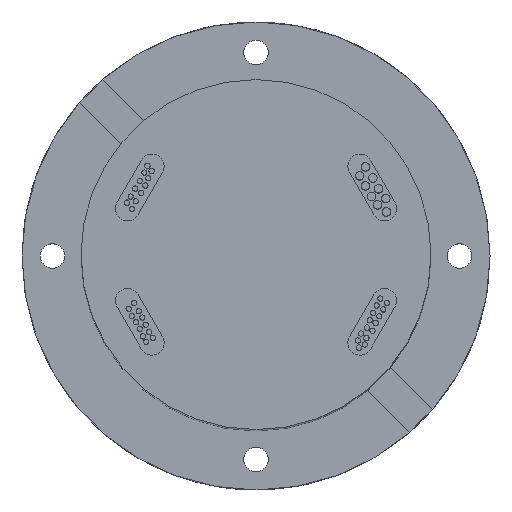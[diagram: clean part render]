
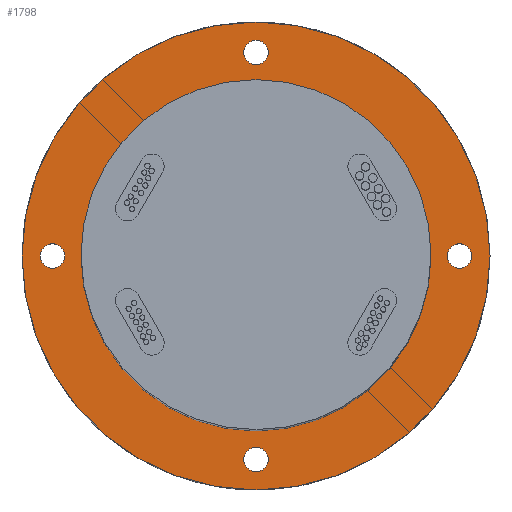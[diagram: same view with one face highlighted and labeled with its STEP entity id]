
A CAD part, top view. The second image highlights one B-rep face of the part: STEP entity #1798.
In plain terms, the highlighted planar face has unit normal (0, 0, 1).
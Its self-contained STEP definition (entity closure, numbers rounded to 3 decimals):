
#69 = DIRECTION ( 'NONE',  ( 1., 0., 0. ) ) ;
#118 = DIRECTION ( 'NONE',  ( 0., 0., 1. ) ) ;
#154 = CARTESIAN_POINT ( 'NONE',  ( 50., 0., 25.6 ) ) ;
#174 = EDGE_LOOP ( 'NONE', ( #4473, #7954 ) ) ;
#360 = CIRCLE ( 'NONE', #5698, 57.5 ) ;
#383 = CARTESIAN_POINT ( 'NONE',  ( 0., 0., 25.6 ) ) ;
#388 = EDGE_CURVE ( 'NONE', #8488, #2446, #1621, .T. ) ;
#423 = AXIS2_PLACEMENT_3D ( 'NONE', #4472, #118, #5202 ) ;
#632 = CARTESIAN_POINT ( 'NONE',  ( -50., 0., 25.6 ) ) ;
#647 = ORIENTED_EDGE ( 'NONE', *, *, #884, .F. ) ;
#712 = CARTESIAN_POINT ( 'NONE',  ( -53., 0., 25.6 ) ) ;
#724 = ORIENTED_EDGE ( 'NONE', *, *, #2047, .F. ) ;
#727 = DIRECTION ( 'NONE',  ( 1., 0., 0. ) ) ;
#745 = VERTEX_POINT ( 'NONE', #6974 ) ;
#766 = DIRECTION ( 'NONE',  ( 0., 0., 1. ) ) ;
#881 = DIRECTION ( 'NONE',  ( 1., 0., 0. ) ) ;
#884 = EDGE_CURVE ( 'NONE', #7260, #6678, #3321, .T. ) ;
#915 = CARTESIAN_POINT ( 'NONE',  ( 50., 0., 25.6 ) ) ;
#1104 = DIRECTION ( 'NONE',  ( 1., 0., 0. ) ) ;
#1170 = CARTESIAN_POINT ( 'NONE',  ( 0., 0., 25.6 ) ) ;
#1308 = DIRECTION ( 'NONE',  ( 0., 0., 1. ) ) ;
#1361 = DIRECTION ( 'NONE',  ( 1., 0., 0. ) ) ;
#1437 = CARTESIAN_POINT ( 'NONE',  ( 43., 0., 25.6 ) ) ;
#1590 = FACE_BOUND ( 'NONE', #4800, .T. ) ;
#1621 = CIRCLE ( 'NONE', #2458, 3. ) ;
#1640 = DIRECTION ( 'NONE',  ( 1., 0., 0. ) ) ;
#1669 = AXIS2_PLACEMENT_3D ( 'NONE', #383, #5462, #1104 ) ;
#1730 = EDGE_CURVE ( 'NONE', #3207, #9519, #8130, .T. ) ;
#1798 = ADVANCED_FACE ( 'NONE', ( #7193, #1825, #1590, #3528, #5231, #5695 ), #8104, .T. ) ;
#1825 = FACE_BOUND ( 'NONE', #174, .T. ) ;
#1898 = DIRECTION ( 'NONE',  ( 1., 0., 0. ) ) ;
#2047 = EDGE_CURVE ( 'NONE', #3621, #8521, #3630, .T. ) ;
#2270 = CIRCLE ( 'NONE', #6411, 57.5 ) ;
#2373 = CARTESIAN_POINT ( 'NONE',  ( 53., 0., 25.6 ) ) ;
#2385 = CIRCLE ( 'NONE', #5247, 43. ) ;
#2435 = DIRECTION ( 'NONE',  ( 0., 0., 1. ) ) ;
#2446 = VERTEX_POINT ( 'NONE', #7946 ) ;
#2458 = AXIS2_PLACEMENT_3D ( 'NONE', #5127, #766, #5855 ) ;
#2497 = VERTEX_POINT ( 'NONE', #1437 ) ;
#2575 = CARTESIAN_POINT ( 'NONE',  ( -50., 0., 25.6 ) ) ;
#2748 = CIRCLE ( 'NONE', #423, 3. ) ;
#2789 = CARTESIAN_POINT ( 'NONE',  ( -43., 0., 25.6 ) ) ;
#2882 = CARTESIAN_POINT ( 'NONE',  ( 47., 0., 25.6 ) ) ;
#3010 = CARTESIAN_POINT ( 'NONE',  ( -47., 0., 25.6 ) ) ;
#3126 = AXIS2_PLACEMENT_3D ( 'NONE', #9494, #5076, #727 ) ;
#3207 = VERTEX_POINT ( 'NONE', #8537 ) ;
#3287 = ORIENTED_EDGE ( 'NONE', *, *, #5893, .T. ) ;
#3298 = DIRECTION ( 'NONE',  ( 1., 0., 0. ) ) ;
#3317 = ORIENTED_EDGE ( 'NONE', *, *, #5708, .F. ) ;
#3321 = CIRCLE ( 'NONE', #8956, 3. ) ;
#3389 = CARTESIAN_POINT ( 'NONE',  ( 57.5, 0., 25.6 ) ) ;
#3528 = FACE_BOUND ( 'NONE', #7975, .T. ) ;
#3621 = VERTEX_POINT ( 'NONE', #2882 ) ;
#3630 = CIRCLE ( 'NONE', #7851, 3. ) ;
#3857 = ORIENTED_EDGE ( 'NONE', *, *, #6989, .F. ) ;
#4281 = CARTESIAN_POINT ( 'NONE',  ( 0., -50., 25.6 ) ) ;
#4287 = EDGE_CURVE ( 'NONE', #8189, #745, #2270, .T. ) ;
#4293 = VERTEX_POINT ( 'NONE', #2789 ) ;
#4374 = EDGE_CURVE ( 'NONE', #9519, #3207, #7634, .T. ) ;
#4408 = ORIENTED_EDGE ( 'NONE', *, *, #4287, .T. ) ;
#4428 = DIRECTION ( 'NONE',  ( 0., 0., 1. ) ) ;
#4472 = CARTESIAN_POINT ( 'NONE',  ( 0., 50., 25.6 ) ) ;
#4473 = ORIENTED_EDGE ( 'NONE', *, *, #4374, .F. ) ;
#4559 = EDGE_CURVE ( 'NONE', #4293, #2497, #2385, .T. ) ;
#4800 = EDGE_LOOP ( 'NONE', ( #9210, #647 ) ) ;
#5026 = DIRECTION ( 'NONE',  ( 1., 0., 0. ) ) ;
#5076 = DIRECTION ( 'NONE',  ( 0., 0., 1. ) ) ;
#5127 = CARTESIAN_POINT ( 'NONE',  ( 0., 50., 25.6 ) ) ;
#5202 = DIRECTION ( 'NONE',  ( 1., 0., 0. ) ) ;
#5213 = CARTESIAN_POINT ( 'NONE',  ( -3., 50., 25.6 ) ) ;
#5231 = FACE_OUTER_BOUND ( 'NONE', #9275, .T. ) ;
#5235 = DIRECTION ( 'NONE',  ( 0., 0., 1. ) ) ;
#5247 = AXIS2_PLACEMENT_3D ( 'NONE', #6776, #2435, #7529 ) ;
#5462 = DIRECTION ( 'NONE',  ( 0., 0., 1. ) ) ;
#5649 = CARTESIAN_POINT ( 'NONE',  ( 0., 0., 25.6 ) ) ;
#5695 = FACE_BOUND ( 'NONE', #9205, .T. ) ;
#5698 = AXIS2_PLACEMENT_3D ( 'NONE', #1170, #6263, #1898 ) ;
#5708 = EDGE_CURVE ( 'NONE', #8521, #3621, #9299, .T. ) ;
#5719 = DIRECTION ( 'NONE',  ( 0., 0., 1. ) ) ;
#5747 = EDGE_CURVE ( 'NONE', #6678, #7260, #7566, .T. ) ;
#5777 = ORIENTED_EDGE ( 'NONE', *, *, #9044, .F. ) ;
#5855 = DIRECTION ( 'NONE',  ( 1., 0., 0. ) ) ;
#5893 = EDGE_CURVE ( 'NONE', #745, #8189, #360, .T. ) ;
#5966 = EDGE_LOOP ( 'NONE', ( #724, #3317 ) ) ;
#5997 = DIRECTION ( 'NONE',  ( 0., 0., 1. ) ) ;
#6263 = DIRECTION ( 'NONE',  ( 0., 0., 1. ) ) ;
#6395 = DIRECTION ( 'NONE',  ( 1., 0., 0. ) ) ;
#6411 = AXIS2_PLACEMENT_3D ( 'NONE', #5649, #1308, #6395 ) ;
#6678 = VERTEX_POINT ( 'NONE', #712 ) ;
#6687 = CARTESIAN_POINT ( 'NONE',  ( -3., -50., 25.6 ) ) ;
#6776 = CARTESIAN_POINT ( 'NONE',  ( 0., 0., 25.6 ) ) ;
#6974 = CARTESIAN_POINT ( 'NONE',  ( -57.5, 0., 25.6 ) ) ;
#6989 = EDGE_CURVE ( 'NONE', #2497, #4293, #8588, .T. ) ;
#7193 = FACE_BOUND ( 'NONE', #5966, .T. ) ;
#7260 = VERTEX_POINT ( 'NONE', #3010 ) ;
#7368 = AXIS2_PLACEMENT_3D ( 'NONE', #915, #5997, #1640 ) ;
#7474 = ORIENTED_EDGE ( 'NONE', *, *, #4559, .F. ) ;
#7529 = DIRECTION ( 'NONE',  ( 1., 0., 0. ) ) ;
#7540 = AXIS2_PLACEMENT_3D ( 'NONE', #8848, #4428, #69 ) ;
#7566 = CIRCLE ( 'NONE', #9352, 3. ) ;
#7634 = CIRCLE ( 'NONE', #9394, 3. ) ;
#7693 = DIRECTION ( 'NONE',  ( 0., 0., 1. ) ) ;
#7851 = AXIS2_PLACEMENT_3D ( 'NONE', #154, #5235, #881 ) ;
#7946 = CARTESIAN_POINT ( 'NONE',  ( 3., 50., 25.6 ) ) ;
#7954 = ORIENTED_EDGE ( 'NONE', *, *, #1730, .F. ) ;
#7957 = ORIENTED_EDGE ( 'NONE', *, *, #388, .F. ) ;
#7975 = EDGE_LOOP ( 'NONE', ( #7957, #5777 ) ) ;
#8104 = PLANE ( 'NONE',  #7540 ) ;
#8130 = CIRCLE ( 'NONE', #3126, 3. ) ;
#8189 = VERTEX_POINT ( 'NONE', #3389 ) ;
#8488 = VERTEX_POINT ( 'NONE', #5213 ) ;
#8521 = VERTEX_POINT ( 'NONE', #2373 ) ;
#8537 = CARTESIAN_POINT ( 'NONE',  ( 3., -50., 25.6 ) ) ;
#8588 = CIRCLE ( 'NONE', #1669, 43. ) ;
#8848 = CARTESIAN_POINT ( 'NONE',  ( 0., 0., 25.6 ) ) ;
#8956 = AXIS2_PLACEMENT_3D ( 'NONE', #632, #5719, #1361 ) ;
#9044 = EDGE_CURVE ( 'NONE', #2446, #8488, #2748, .T. ) ;
#9205 = EDGE_LOOP ( 'NONE', ( #7474, #3857 ) ) ;
#9210 = ORIENTED_EDGE ( 'NONE', *, *, #5747, .F. ) ;
#9275 = EDGE_LOOP ( 'NONE', ( #3287, #4408 ) ) ;
#9299 = CIRCLE ( 'NONE', #7368, 3. ) ;
#9352 = AXIS2_PLACEMENT_3D ( 'NONE', #2575, #7693, #3298 ) ;
#9394 = AXIS2_PLACEMENT_3D ( 'NONE', #4281, #9444, #5026 ) ;
#9444 = DIRECTION ( 'NONE',  ( 0., 0., 1. ) ) ;
#9494 = CARTESIAN_POINT ( 'NONE',  ( 0., -50., 25.6 ) ) ;
#9519 = VERTEX_POINT ( 'NONE', #6687 ) ;
